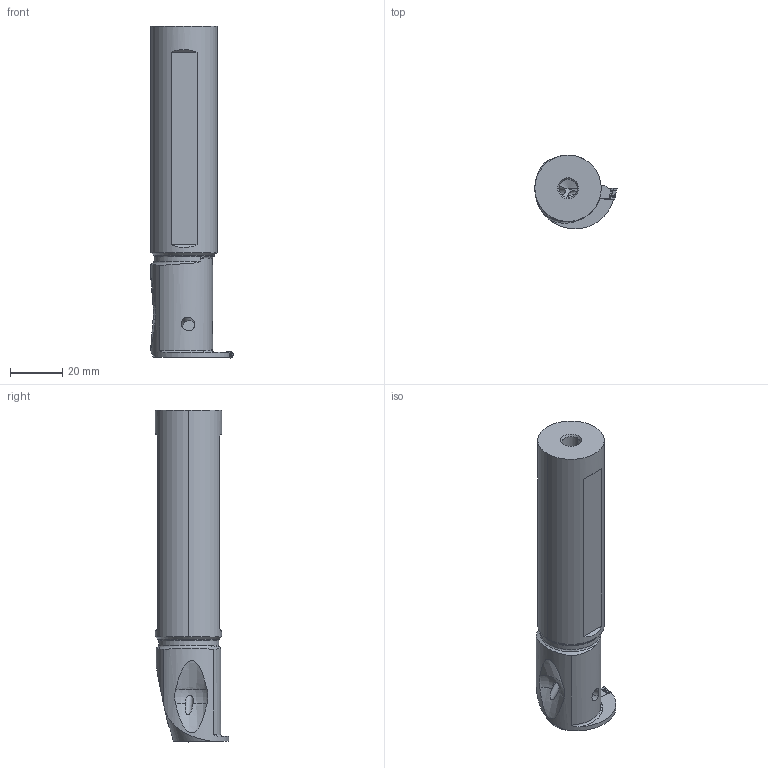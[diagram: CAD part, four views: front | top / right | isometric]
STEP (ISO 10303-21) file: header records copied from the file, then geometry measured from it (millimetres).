
FILE_DESCRIPTION(/* description */ (''),/* implementation_level */ '2;1');
FILE_NAME(/* name */ 'GYALUS16K90B-E06_CW0_098_IR0_05.stp',/* time_stamp */ '2023-03-20T14:53:20+09:00',/* author */ (''),/* organization */ (''),/* preprocessor_version */ 'ST-DEVELOPER v16',/* originating_system */ 'SIEMENS PLM Software NX 10.0',/* authorisation */ '');
FILE_SCHEMA (('AUTOMOTIVE_DESIGN { 1 0 10303 214 3 1 1 1 }'));
Length unit declared in the file: millimetre
Products named in the file (1): GYALUS16K90B-E06_CW0_098_IR0_05_ASM
Bounding box: 31.45 x 28.04 x 127 mm (x, y, z)
Volume: 55270.8 mm3; surface area: 14286.9 mm2
Topology: 2 solids, 2 shells, 166 faces, 503 edges, 364 vertices
Faces by surface type: cylinder 57, plane 42, bspline 41, cone 14, torus 8, extrusion 2, sphere 2
Entity records: 9971 total; most frequent: CARTESIAN_POINT 5787, ORIENTED_EDGE 954, DIRECTION 688, EDGE_CURVE 477, VERTEX_POINT 319, AXIS2_PLACEMENT_3D 270, B_SPLINE_CURVE_WITH_KNOTS 207, EDGE_LOOP 176
